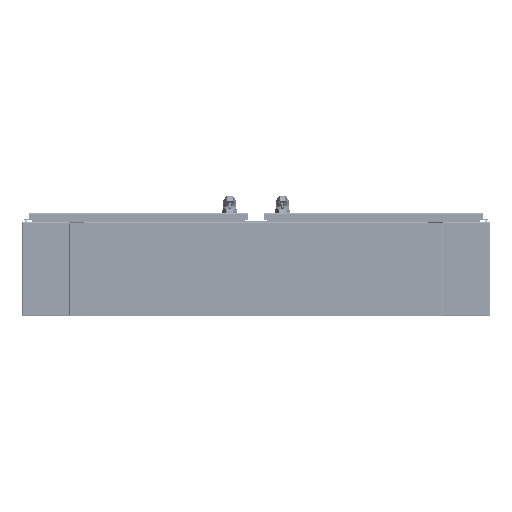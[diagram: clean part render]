
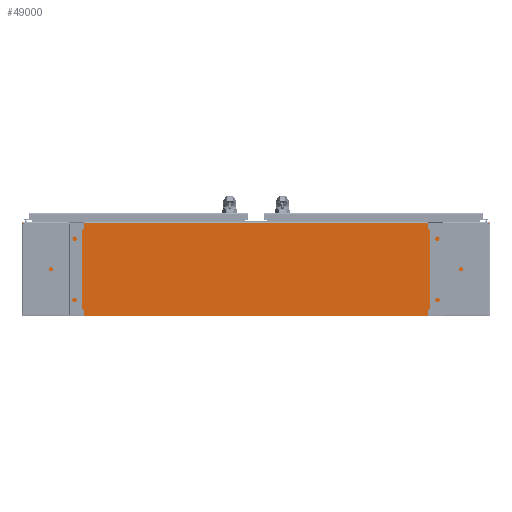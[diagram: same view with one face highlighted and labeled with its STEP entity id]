
A CAD part, front view. The second image highlights one B-rep face of the part: STEP entity #49000.
In plain terms, the highlighted face is planar.
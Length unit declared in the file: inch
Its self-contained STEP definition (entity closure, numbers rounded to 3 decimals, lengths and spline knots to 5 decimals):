
#377 = VERTEX_POINT ( 'NONE', #138243 ) ;
#1882 = LINE ( 'NONE', #104781, #34682 ) ;
#7711 = CARTESIAN_POINT ( 'NONE',  ( -0.44585, -1.1081, 0.0937 ) ) ;
#7834 = CARTESIAN_POINT ( 'NONE',  ( -0.44585, 10.8295, 0.0937 ) ) ;
#16956 = ORIENTED_EDGE ( 'NONE', *, *, #54287, .F. ) ;
#26591 = CARTESIAN_POINT ( 'NONE',  ( -0.44585, 10.8295, 0.0937 ) ) ;
#33874 = DIRECTION ( 'NONE',  ( 0., -1., 0. ) ) ;
#34682 = VECTOR ( 'NONE', #33874, 39.37008 ) ;
#41275 = VECTOR ( 'NONE', #126412, 39.37008 ) ;
#46722 = ORIENTED_EDGE ( 'NONE', *, *, #68458, .T. ) ;
#49000 = ADVANCED_FACE ( 'NONE', ( #129953 ), #146718, .T. ) ;
#54287 = EDGE_CURVE ( 'NONE', #73806, #162266, #61052, .T. ) ;
#61052 = LINE ( 'NONE', #26591, #168202 ) ;
#62885 = LINE ( 'NONE', #7711, #132908 ) ;
#68458 = EDGE_CURVE ( 'NONE', #130856, #377, #152798, .T. ) ;
#73806 = VERTEX_POINT ( 'NONE', #7834 ) ;
#77681 = DIRECTION ( 'NONE',  ( 0., 0., 1. ) ) ;
#91253 = ORIENTED_EDGE ( 'NONE', *, *, #138670, .F. ) ;
#91489 = DIRECTION ( 'NONE',  ( 0., 1., 0. ) ) ;
#93168 = EDGE_LOOP ( 'NONE', ( #46722, #91253, #16956, #156409 ) ) ;
#104781 = CARTESIAN_POINT ( 'NONE',  ( 59.49175, 10.8295, 0.0937 ) ) ;
#112386 = CARTESIAN_POINT ( 'NONE',  ( 14.53855, -1.07685, 0.0937 ) ) ;
#114795 = CARTESIAN_POINT ( 'NONE',  ( 59.49175, 10.8295, 0.0937 ) ) ;
#118986 = EDGE_CURVE ( 'NONE', #130856, #73806, #62885, .T. ) ;
#126412 = DIRECTION ( 'NONE',  ( 1., 0., 0. ) ) ;
#129953 = FACE_OUTER_BOUND ( 'NONE', #93168, .T. ) ;
#130856 = VERTEX_POINT ( 'NONE', #133980 ) ;
#132908 = VECTOR ( 'NONE', #91489, 39.37008 ) ;
#133980 = CARTESIAN_POINT ( 'NONE',  ( -0.44585, -1.07685, 0.0937 ) ) ;
#138243 = CARTESIAN_POINT ( 'NONE',  ( 59.49175, -1.07685, 0.0937 ) ) ;
#138670 = EDGE_CURVE ( 'NONE', #162266, #377, #1882, .T. ) ;
#146718 = PLANE ( 'NONE',  #175436 ) ;
#152798 = LINE ( 'NONE', #112386, #41275 ) ;
#156409 = ORIENTED_EDGE ( 'NONE', *, *, #118986, .F. ) ;
#161416 = CARTESIAN_POINT ( 'NONE',  ( 29.52295, 4.8607, 0.0937 ) ) ;
#162266 = VERTEX_POINT ( 'NONE', #114795 ) ;
#168202 = VECTOR ( 'NONE', #180526, 39.37008 ) ;
#175434 = DIRECTION ( 'NONE',  ( 1., 0., 0. ) ) ;
#175436 = AXIS2_PLACEMENT_3D ( 'NONE', #161416, #77681, #175434 ) ;
#180526 = DIRECTION ( 'NONE',  ( 1., 0., 0. ) ) ;
